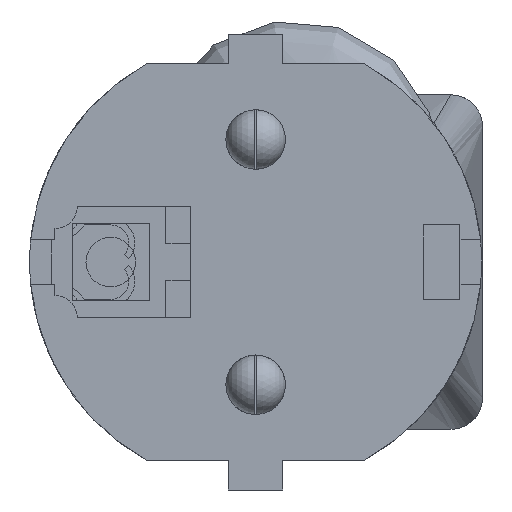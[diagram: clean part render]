
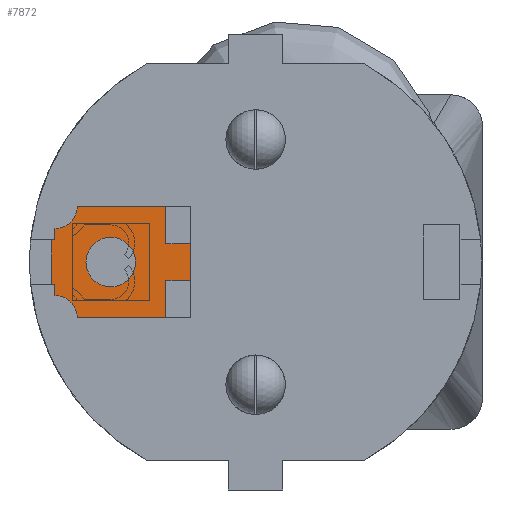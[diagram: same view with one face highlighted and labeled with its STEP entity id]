
A CAD part, left-side view. The second image highlights one B-rep face of the part: STEP entity #7872.
In plain terms, the highlighted face is planar.
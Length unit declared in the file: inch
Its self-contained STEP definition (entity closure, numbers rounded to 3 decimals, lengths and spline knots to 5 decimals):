
#432 = FACE_BOUND ( 'NONE', #17423, .T. ) ;
#943 = VERTEX_POINT ( 'NONE', #10992 ) ;
#956 = PLANE ( 'NONE',  #1544 ) ;
#997 = CARTESIAN_POINT ( 'NONE',  ( 0.07087, 0.6378, -0.00394 ) ) ;
#1225 = DIRECTION ( 'NONE',  ( -1., 0., 0. ) ) ;
#1278 = VERTEX_POINT ( 'NONE', #6188 ) ;
#1346 = ORIENTED_EDGE ( 'NONE', *, *, #17184, .T. ) ;
#1436 = CARTESIAN_POINT ( 'NONE',  ( -0.07087, 0.64961, -0.00394 ) ) ;
#1544 = AXIS2_PLACEMENT_3D ( 'NONE', #9015, #11550, #17162 ) ;
#1601 = LINE ( 'NONE', #20315, #10259 ) ;
#1693 = CARTESIAN_POINT ( 'NONE',  ( 0.17717, 0.56693, -0.00394 ) ) ;
#1714 = LINE ( 'NONE', #3431, #20597 ) ;
#1783 = VERTEX_POINT ( 'NONE', #25310 ) ;
#1797 = EDGE_CURVE ( 'NONE', #24215, #7695, #10602, .T. ) ;
#1802 = CARTESIAN_POINT ( 'NONE',  ( 0.07874, 0.46063, -0.00394 ) ) ;
#1943 = CARTESIAN_POINT ( 'NONE',  ( -0.17717, 0.28543, -0.00394 ) ) ;
#2062 = EDGE_CURVE ( 'NONE', #2513, #18701, #25405, .T. ) ;
#2513 = VERTEX_POINT ( 'NONE', #1943 ) ;
#2651 = VERTEX_POINT ( 'NONE', #17206 ) ;
#2811 = CARTESIAN_POINT ( 'NONE',  ( 0.07087, 0.6378, -0.00394 ) ) ;
#3129 = CIRCLE ( 'NONE', #20521, 0.07087 ) ;
#3130 = CARTESIAN_POINT ( 'NONE',  ( -0.17717, 0.6378, -0.00394 ) ) ;
#3431 = CARTESIAN_POINT ( 'NONE',  ( -0.07087, 0.6378, -0.00394 ) ) ;
#3846 = VECTOR ( 'NONE', #21398, 39.37008 ) ;
#4000 = CARTESIAN_POINT ( 'NONE',  ( -0.07874, 0.46063, -0.00394 ) ) ;
#4248 = VECTOR ( 'NONE', #25858, 39.37008 ) ;
#4293 = EDGE_CURVE ( 'NONE', #10925, #19223, #19157, .T. ) ;
#4347 = CARTESIAN_POINT ( 'NONE',  ( 0., 0.46063, -0.00394 ) ) ;
#4354 = EDGE_CURVE ( 'NONE', #25553, #22995, #15154, .T. ) ;
#4800 = CARTESIAN_POINT ( 'NONE',  ( 0.1063, 0.6378, -0.00394 ) ) ;
#4934 = CARTESIAN_POINT ( 'NONE',  ( 0.17717, 0.28543, -0.00394 ) ) ;
#5128 = VECTOR ( 'NONE', #11242, 39.37008 ) ;
#5289 = EDGE_CURVE ( 'NONE', #943, #25010, #7006, .T. ) ;
#5318 = ORIENTED_EDGE ( 'NONE', *, *, #15221, .F. ) ;
#5515 = AXIS2_PLACEMENT_3D ( 'NONE', #17295, #8756, #15167 ) ;
#5781 = DIRECTION ( 'NONE',  ( 0., -1., 0. ) ) ;
#6080 = DIRECTION ( 'NONE',  ( 0., -1., 0. ) ) ;
#6119 = EDGE_LOOP ( 'NONE', ( #8868, #24347, #25885, #20407, #25595, #10795, #23186, #22219, #15645, #21943, #10586, #20612, #1346, #16978 ) ) ;
#6188 = CARTESIAN_POINT ( 'NONE',  ( 0.1063, 0.6378, -0.00394 ) ) ;
#7003 = CARTESIAN_POINT ( 'NONE',  ( -0.07087, 0.64961, -0.00394 ) ) ;
#7006 = CIRCLE ( 'NONE', #24018, 0.07087 ) ;
#7311 = LINE ( 'NONE', #4800, #16036 ) ;
#7514 = CARTESIAN_POINT ( 'NONE',  ( -0.17717, 0.56693, -0.00394 ) ) ;
#7636 = LINE ( 'NONE', #7514, #20784 ) ;
#7695 = VERTEX_POINT ( 'NONE', #4000 ) ;
#7872 = ADVANCED_FACE ( 'NONE', ( #432, #9146 ), #956, .T. ) ;
#8133 = CARTESIAN_POINT ( 'NONE',  ( 0.07087, 0.64961, -0.00394 ) ) ;
#8756 = DIRECTION ( 'NONE',  ( 0., 0., 1. ) ) ;
#8868 = ORIENTED_EDGE ( 'NONE', *, *, #12010, .T. ) ;
#9015 = CARTESIAN_POINT ( 'NONE',  ( -0.17717, 0.6378, -0.00394 ) ) ;
#9146 = FACE_OUTER_BOUND ( 'NONE', #6119, .T. ) ;
#9358 = DIRECTION ( 'NONE',  ( 0., -1., 0. ) ) ;
#10259 = VECTOR ( 'NONE', #6080, 39.37008 ) ;
#10586 = ORIENTED_EDGE ( 'NONE', *, *, #22307, .T. ) ;
#10602 = CIRCLE ( 'NONE', #5515, 0.07874 ) ;
#10795 = ORIENTED_EDGE ( 'NONE', *, *, #13200, .T. ) ;
#10925 = VERTEX_POINT ( 'NONE', #11391 ) ;
#10992 = CARTESIAN_POINT ( 'NONE',  ( -0.1063, 0.6378, -0.00394 ) ) ;
#11242 = DIRECTION ( 'NONE',  ( -1., 0., 0. ) ) ;
#11391 = CARTESIAN_POINT ( 'NONE',  ( 0.17717, 0.28543, -0.00394 ) ) ;
#11550 = DIRECTION ( 'NONE',  ( 0., 0., 1. ) ) ;
#11665 = DIRECTION ( 'NONE',  ( -1., 0., 0. ) ) ;
#11701 = DIRECTION ( 'NONE',  ( 1., 0., 0. ) ) ;
#12010 = EDGE_CURVE ( 'NONE', #19176, #943, #1714, .T. ) ;
#12027 = VECTOR ( 'NONE', #23564, 39.37008 ) ;
#13200 = EDGE_CURVE ( 'NONE', #17985, #2651, #16240, .T. ) ;
#13442 = DIRECTION ( 'NONE',  ( 0., 1., 0. ) ) ;
#13544 = DIRECTION ( 'NONE',  ( 1., 0., 0. ) ) ;
#14500 = DIRECTION ( 'NONE',  ( 1., 0., 0. ) ) ;
#15154 = LINE ( 'NONE', #2811, #12027 ) ;
#15167 = DIRECTION ( 'NONE',  ( 1., 0., 0. ) ) ;
#15168 = EDGE_CURVE ( 'NONE', #18701, #17985, #1601, .T. ) ;
#15221 = EDGE_CURVE ( 'NONE', #7695, #24215, #23553, .T. ) ;
#15274 = CARTESIAN_POINT ( 'NONE',  ( -0.05906, 0.28543, -0.00394 ) ) ;
#15573 = EDGE_CURVE ( 'NONE', #19223, #1278, #3129, .T. ) ;
#15645 = ORIENTED_EDGE ( 'NONE', *, *, #4293, .T. ) ;
#15773 = DIRECTION ( 'NONE',  ( 0., 0., -1. ) ) ;
#16036 = VECTOR ( 'NONE', #1225, 39.37008 ) ;
#16240 = LINE ( 'NONE', #18225, #17491 ) ;
#16315 = DIRECTION ( 'NONE',  ( 0., 0., 1. ) ) ;
#16975 = LINE ( 'NONE', #7003, #5128 ) ;
#16978 = ORIENTED_EDGE ( 'NONE', *, *, #19287, .T. ) ;
#17162 = DIRECTION ( 'NONE',  ( 1., 0., 0. ) ) ;
#17184 = EDGE_CURVE ( 'NONE', #22995, #23551, #16975, .T. ) ;
#17206 = CARTESIAN_POINT ( 'NONE',  ( 0.05906, 0.20669, -0.00394 ) ) ;
#17295 = CARTESIAN_POINT ( 'NONE',  ( 0., 0.46063, -0.00394 ) ) ;
#17423 = EDGE_LOOP ( 'NONE', ( #25640, #5318 ) ) ;
#17491 = VECTOR ( 'NONE', #14500, 39.37008 ) ;
#17687 = CARTESIAN_POINT ( 'NONE',  ( 0.17717, 0.28543, -0.00394 ) ) ;
#17720 = LINE ( 'NONE', #21602, #4248 ) ;
#17985 = VERTEX_POINT ( 'NONE', #25145 ) ;
#18225 = CARTESIAN_POINT ( 'NONE',  ( -0.05906, 0.20669, -0.00394 ) ) ;
#18701 = VERTEX_POINT ( 'NONE', #15274 ) ;
#19157 = LINE ( 'NONE', #4934, #23535 ) ;
#19176 = VERTEX_POINT ( 'NONE', #21107 ) ;
#19223 = VERTEX_POINT ( 'NONE', #1693 ) ;
#19269 = EDGE_CURVE ( 'NONE', #25010, #2513, #7636, .T. ) ;
#19287 = EDGE_CURVE ( 'NONE', #23551, #19176, #21503, .T. ) ;
#19404 = CARTESIAN_POINT ( 'NONE',  ( 0.17717, 0.6378, -0.00394 ) ) ;
#19471 = DIRECTION ( 'NONE',  ( 0., 0., -1. ) ) ;
#19553 = CARTESIAN_POINT ( 'NONE',  ( -0.07087, 0.64961, -0.00394 ) ) ;
#19614 = EDGE_CURVE ( 'NONE', #2651, #1783, #17720, .T. ) ;
#20297 = CARTESIAN_POINT ( 'NONE',  ( -0.17717, 0.56693, -0.00394 ) ) ;
#20315 = CARTESIAN_POINT ( 'NONE',  ( -0.05906, 0.28543, -0.00394 ) ) ;
#20407 = ORIENTED_EDGE ( 'NONE', *, *, #2062, .T. ) ;
#20521 = AXIS2_PLACEMENT_3D ( 'NONE', #19404, #15773, #13544 ) ;
#20597 = VECTOR ( 'NONE', #11665, 39.37008 ) ;
#20612 = ORIENTED_EDGE ( 'NONE', *, *, #4354, .T. ) ;
#20784 = VECTOR ( 'NONE', #5781, 39.37008 ) ;
#21107 = CARTESIAN_POINT ( 'NONE',  ( -0.07087, 0.6378, -0.00394 ) ) ;
#21398 = DIRECTION ( 'NONE',  ( 1., 0., 0. ) ) ;
#21503 = LINE ( 'NONE', #1436, #24640 ) ;
#21524 = CARTESIAN_POINT ( 'NONE',  ( -0.17717, 0.28543, -0.00394 ) ) ;
#21602 = CARTESIAN_POINT ( 'NONE',  ( 0.05906, 0.28543, -0.00394 ) ) ;
#21686 = LINE ( 'NONE', #17687, #23825 ) ;
#21728 = DIRECTION ( 'NONE',  ( 1., 0., 0. ) ) ;
#21943 = ORIENTED_EDGE ( 'NONE', *, *, #15573, .T. ) ;
#22219 = ORIENTED_EDGE ( 'NONE', *, *, #25944, .T. ) ;
#22307 = EDGE_CURVE ( 'NONE', #1278, #25553, #7311, .T. ) ;
#22995 = VERTEX_POINT ( 'NONE', #8133 ) ;
#23186 = ORIENTED_EDGE ( 'NONE', *, *, #19614, .T. ) ;
#23535 = VECTOR ( 'NONE', #13442, 39.37008 ) ;
#23551 = VERTEX_POINT ( 'NONE', #19553 ) ;
#23553 = CIRCLE ( 'NONE', #24811, 0.07874 ) ;
#23564 = DIRECTION ( 'NONE',  ( 0., 1., 0. ) ) ;
#23825 = VECTOR ( 'NONE', #11701, 39.37008 ) ;
#24018 = AXIS2_PLACEMENT_3D ( 'NONE', #3130, #19471, #21728 ) ;
#24215 = VERTEX_POINT ( 'NONE', #1802 ) ;
#24347 = ORIENTED_EDGE ( 'NONE', *, *, #5289, .T. ) ;
#24460 = DIRECTION ( 'NONE',  ( 1., 0., 0. ) ) ;
#24640 = VECTOR ( 'NONE', #9358, 39.37008 ) ;
#24811 = AXIS2_PLACEMENT_3D ( 'NONE', #4347, #16315, #24460 ) ;
#25010 = VERTEX_POINT ( 'NONE', #20297 ) ;
#25145 = CARTESIAN_POINT ( 'NONE',  ( -0.05906, 0.20669, -0.00394 ) ) ;
#25310 = CARTESIAN_POINT ( 'NONE',  ( 0.05906, 0.28543, -0.00394 ) ) ;
#25405 = LINE ( 'NONE', #21524, #3846 ) ;
#25553 = VERTEX_POINT ( 'NONE', #997 ) ;
#25595 = ORIENTED_EDGE ( 'NONE', *, *, #15168, .T. ) ;
#25640 = ORIENTED_EDGE ( 'NONE', *, *, #1797, .F. ) ;
#25858 = DIRECTION ( 'NONE',  ( 0., 1., 0. ) ) ;
#25885 = ORIENTED_EDGE ( 'NONE', *, *, #19269, .T. ) ;
#25944 = EDGE_CURVE ( 'NONE', #1783, #10925, #21686, .T. ) ;
